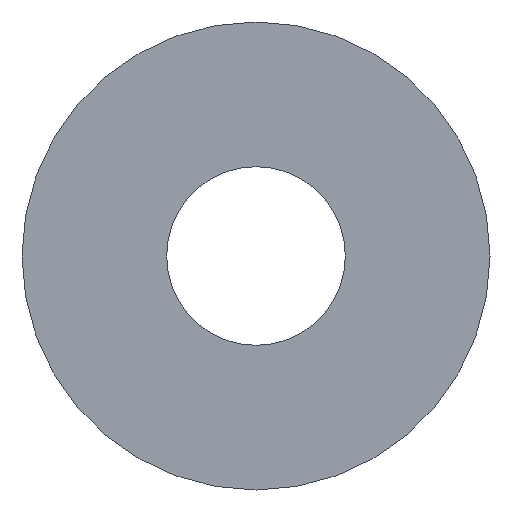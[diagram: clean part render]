
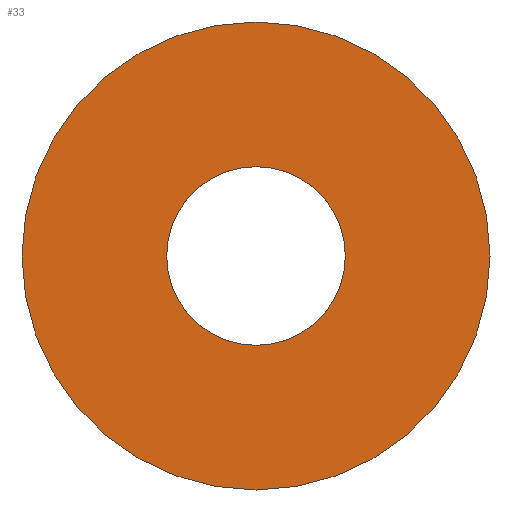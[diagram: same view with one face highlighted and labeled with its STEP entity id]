
A CAD part, front view. The second image highlights one B-rep face of the part: STEP entity #33.
In plain terms, the highlighted planar face has unit normal (0, -1, 0).
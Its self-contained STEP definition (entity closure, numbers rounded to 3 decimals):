
#6 = DIRECTION ( 'NONE',  ( 0., -1., 0. ) ) ;
#8 = CIRCLE ( 'NONE', #85, 11. ) ;
#9 = VERTEX_POINT ( 'NONE', #187 ) ;
#12 = PLANE ( 'NONE',  #112 ) ;
#15 = VERTEX_POINT ( 'NONE', #248 ) ;
#17 = DIRECTION ( 'NONE',  ( 0., -1., 0. ) ) ;
#21 = EDGE_LOOP ( 'NONE', ( #98, #51 ) ) ;
#33 = ADVANCED_FACE ( 'NONE', ( #127, #141 ), #12, .T. ) ;
#45 = DIRECTION ( 'NONE',  ( 0., 0., -1. ) ) ;
#46 = DIRECTION ( 'NONE',  ( 0., 0., -1. ) ) ;
#51 = ORIENTED_EDGE ( 'NONE', *, *, #148, .T. ) ;
#64 = ORIENTED_EDGE ( 'NONE', *, *, #115, .F. ) ;
#66 = ORIENTED_EDGE ( 'NONE', *, *, #110, .F. ) ;
#76 = CARTESIAN_POINT ( 'NONE',  ( 0., 0., 4.2 ) ) ;
#85 = AXIS2_PLACEMENT_3D ( 'NONE', #233, #236, #46 ) ;
#91 = DIRECTION ( 'NONE',  ( 0., 0., -1. ) ) ;
#98 = ORIENTED_EDGE ( 'NONE', *, *, #238, .T. ) ;
#100 = EDGE_LOOP ( 'NONE', ( #66, #64 ) ) ;
#105 = DIRECTION ( 'NONE',  ( 0., -1., 0. ) ) ;
#110 = EDGE_CURVE ( 'NONE', #241, #217, #156, .T. ) ;
#112 = AXIS2_PLACEMENT_3D ( 'NONE', #230, #17, #45 ) ;
#114 = DIRECTION ( 'NONE',  ( 0., 0., -1. ) ) ;
#115 = EDGE_CURVE ( 'NONE', #217, #241, #176, .T. ) ;
#117 = AXIS2_PLACEMENT_3D ( 'NONE', #122, #130, #123 ) ;
#122 = CARTESIAN_POINT ( 'NONE',  ( 0., 0., 0. ) ) ;
#123 = DIRECTION ( 'NONE',  ( 0., 0., -1. ) ) ;
#127 = FACE_OUTER_BOUND ( 'NONE', #21, .T. ) ;
#130 = DIRECTION ( 'NONE',  ( 0., -1., 0. ) ) ;
#131 = AXIS2_PLACEMENT_3D ( 'NONE', #138, #105, #114 ) ;
#138 = CARTESIAN_POINT ( 'NONE',  ( 0., 0., 0. ) ) ;
#141 = FACE_BOUND ( 'NONE', #100, .T. ) ;
#148 = EDGE_CURVE ( 'NONE', #15, #9, #193, .T. ) ;
#156 = CIRCLE ( 'NONE', #131, 4.2 ) ;
#176 = CIRCLE ( 'NONE', #117, 4.2 ) ;
#185 = CARTESIAN_POINT ( 'NONE',  ( 0., 0., -4.2 ) ) ;
#187 = CARTESIAN_POINT ( 'NONE',  ( 0., 0., -11. ) ) ;
#193 = CIRCLE ( 'NONE', #209, 11. ) ;
#209 = AXIS2_PLACEMENT_3D ( 'NONE', #216, #6, #91 ) ;
#216 = CARTESIAN_POINT ( 'NONE',  ( 0., 0., 0. ) ) ;
#217 = VERTEX_POINT ( 'NONE', #76 ) ;
#230 = CARTESIAN_POINT ( 'NONE',  ( 4.2, 0., 0. ) ) ;
#233 = CARTESIAN_POINT ( 'NONE',  ( 0., 0., 0. ) ) ;
#236 = DIRECTION ( 'NONE',  ( 0., -1., 0. ) ) ;
#238 = EDGE_CURVE ( 'NONE', #9, #15, #8, .T. ) ;
#241 = VERTEX_POINT ( 'NONE', #185 ) ;
#248 = CARTESIAN_POINT ( 'NONE',  ( 0., 0., 11. ) ) ;
